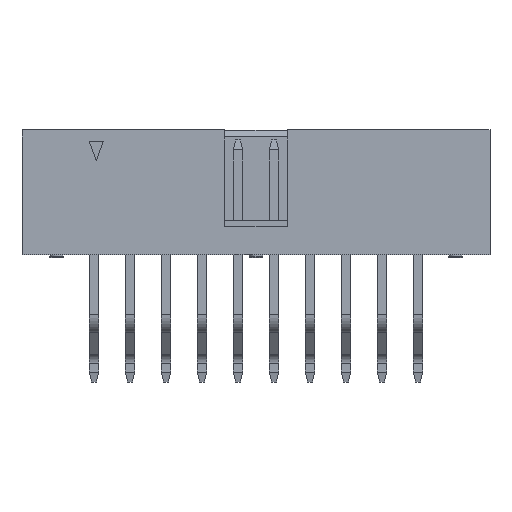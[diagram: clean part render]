
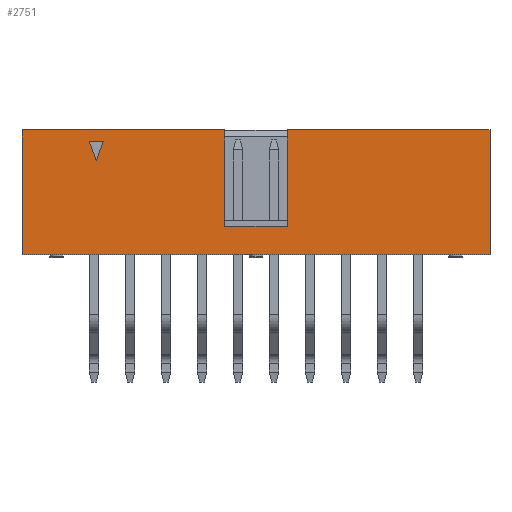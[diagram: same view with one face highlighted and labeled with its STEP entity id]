
A CAD part, top view. The second image highlights one B-rep face of the part: STEP entity #2751.
In plain terms, the highlighted planar face has unit normal (0, 0, 1).
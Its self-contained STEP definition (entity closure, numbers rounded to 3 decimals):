
#639=CARTESIAN_POINT('',(-16.51,-4.3,4.475));
#640=VERTEX_POINT('',#639);
#641=CARTESIAN_POINT('',(-16.51,4.5,4.475));
#642=VERTEX_POINT('',#641);
#643=CARTESIAN_POINT('',(-16.51,-4.3,4.475));
#644=DIRECTION('',(0.,1.,0.));
#645=VECTOR('',#644,8.8);
#646=LINE('',#643,#645);
#647=EDGE_CURVE('',#640,#642,#646,.T.);
#1118=CARTESIAN_POINT('',(-11.27,2.326,4.475));
#1119=VERTEX_POINT('',#1118);
#1120=CARTESIAN_POINT('',(-10.77,3.7,4.475));
#1121=VERTEX_POINT('',#1120);
#1122=CARTESIAN_POINT('',(-11.27,2.326,4.475));
#1123=DIRECTION('',(0.342,0.94,0.));
#1124=VECTOR('',#1123,1.462);
#1125=LINE('',#1122,#1124);
#1126=EDGE_CURVE('',#1119,#1121,#1125,.T.);
#1158=CARTESIAN_POINT('',(-11.77,3.7,4.475));
#1159=VERTEX_POINT('',#1158);
#1160=CARTESIAN_POINT('',(-11.77,3.7,4.475));
#1161=DIRECTION('',(0.342,-0.94,0.));
#1162=VECTOR('',#1161,1.462);
#1163=LINE('',#1160,#1162);
#1164=EDGE_CURVE('',#1159,#1119,#1163,.T.);
#1189=CARTESIAN_POINT('',(-10.77,3.7,4.475));
#1190=DIRECTION('',(-1.,0.,0.));
#1191=VECTOR('',#1190,1.);
#1192=LINE('',#1189,#1191);
#1193=EDGE_CURVE('',#1121,#1159,#1192,.T.);
#1356=CARTESIAN_POINT('',(16.51,-4.3,4.475));
#1357=VERTEX_POINT('',#1356);
#1364=CARTESIAN_POINT('',(16.51,-4.3,4.475));
#1365=DIRECTION('',(-1.,0.,0.));
#1366=VECTOR('',#1365,33.02);
#1367=LINE('',#1364,#1366);
#1368=EDGE_CURVE('',#1357,#640,#1367,.T.);
#2145=CARTESIAN_POINT('',(-2.2,-2.3,4.475));
#2146=VERTEX_POINT('',#2145);
#2178=CARTESIAN_POINT('',(-2.2,4.5,4.475));
#2179=VERTEX_POINT('',#2178);
#2186=CARTESIAN_POINT('',(-2.2,4.5,4.475));
#2187=DIRECTION('',(0.,-1.,0.));
#2188=VECTOR('',#2187,6.8);
#2189=LINE('',#2186,#2188);
#2190=EDGE_CURVE('',#2179,#2146,#2189,.T.);
#2240=CARTESIAN_POINT('',(2.2,-2.3,4.475));
#2241=VERTEX_POINT('',#2240);
#2248=CARTESIAN_POINT('',(2.2,4.5,4.475));
#2249=VERTEX_POINT('',#2248);
#2250=CARTESIAN_POINT('',(2.2,-2.3,4.475));
#2251=DIRECTION('',(0.,1.,0.));
#2252=VECTOR('',#2251,6.8);
#2253=LINE('',#2250,#2252);
#2254=EDGE_CURVE('',#2241,#2249,#2253,.T.);
#2699=CARTESIAN_POINT('',(16.51,4.5,4.475));
#2700=VERTEX_POINT('',#2699);
#2707=CARTESIAN_POINT('',(16.51,4.5,4.475));
#2708=DIRECTION('',(0.,-1.,0.));
#2709=VECTOR('',#2708,8.8);
#2710=LINE('',#2707,#2709);
#2711=EDGE_CURVE('',#2700,#1357,#2710,.T.);
#2716=CARTESIAN_POINT('',(0.,0.1,4.475));
#2717=DIRECTION('',(1.,0.,0.));
#2718=DIRECTION('',(0.,0.,1.));
#2719=AXIS2_PLACEMENT_3D('',#2716,#2718,#2717);
#2720=PLANE('',#2719);
#2721=ORIENTED_EDGE('',*,*,#2254,.F.);
#2722=CARTESIAN_POINT('',(2.2,-2.3,4.475));
#2723=DIRECTION('',(-1.,0.,0.));
#2724=VECTOR('',#2723,4.4);
#2725=LINE('',#2722,#2724);
#2726=EDGE_CURVE('',#2241,#2146,#2725,.T.);
#2727=ORIENTED_EDGE('',*,*,#2726,.T.);
#2728=ORIENTED_EDGE('',*,*,#2190,.F.);
#2729=CARTESIAN_POINT('',(-2.2,4.5,4.475));
#2730=DIRECTION('',(-1.,0.,0.));
#2731=VECTOR('',#2730,14.31);
#2732=LINE('',#2729,#2731);
#2733=EDGE_CURVE('',#2179,#642,#2732,.T.);
#2734=ORIENTED_EDGE('',*,*,#2733,.T.);
#2735=ORIENTED_EDGE('',*,*,#647,.F.);
#2736=ORIENTED_EDGE('',*,*,#1368,.F.);
#2737=ORIENTED_EDGE('',*,*,#2711,.F.);
#2738=CARTESIAN_POINT('',(16.51,4.5,4.475));
#2739=DIRECTION('',(-1.,0.,0.));
#2740=VECTOR('',#2739,14.31);
#2741=LINE('',#2738,#2740);
#2742=EDGE_CURVE('',#2700,#2249,#2741,.T.);
#2743=ORIENTED_EDGE('',*,*,#2742,.T.);
#2744=EDGE_LOOP('',(#2721,#2727,#2728,#2734,#2735,#2736,#2737,#2743));
#2745=FACE_OUTER_BOUND('',#2744,.T.);
#2746=ORIENTED_EDGE('',*,*,#1126,.F.);
#2747=ORIENTED_EDGE('',*,*,#1164,.F.);
#2748=ORIENTED_EDGE('',*,*,#1193,.F.);
#2749=EDGE_LOOP('',(#2746,#2747,#2748));
#2750=FACE_BOUND('',#2749,.T.);
#2751=ADVANCED_FACE('',(#2745,#2750),#2720,.T.);
